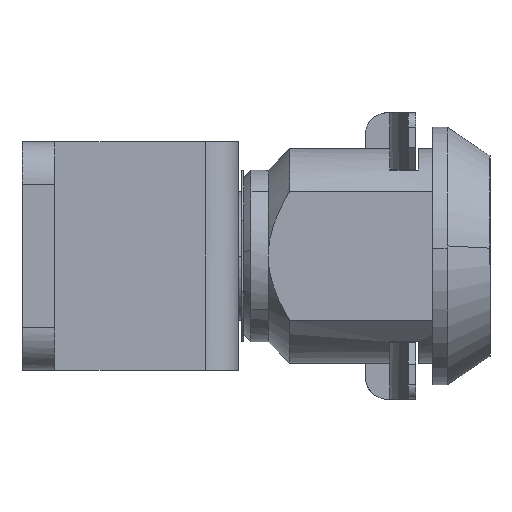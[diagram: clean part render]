
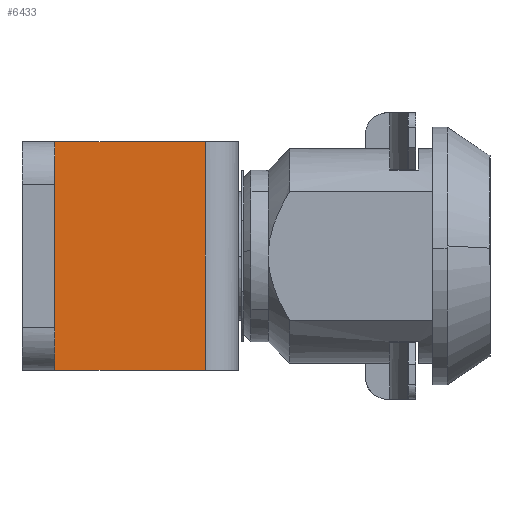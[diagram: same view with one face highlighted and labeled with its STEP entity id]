
A CAD part, left-side view. The second image highlights one B-rep face of the part: STEP entity #6433.
In plain terms, the highlighted free-form (B-spline) face has degree [1, 1] with [2, 2] control points.
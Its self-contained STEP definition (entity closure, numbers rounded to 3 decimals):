
#5770=CARTESIAN_POINT('',(-20.0,19.9,-8.0));
#5771=VERTEX_POINT('',#5770);
#5792=CARTESIAN_POINT('',(-20.0,19.9,8.0));
#5793=VERTEX_POINT('',#5792);
#5807=CARTESIAN_POINT('',(-20.0,19.9,-8.0));
#5808=CARTESIAN_POINT('',(-20.0,19.9,8.0));
#5809=QUASI_UNIFORM_CURVE('',1,(#5807,#5808),.UNSPECIFIED.,.F.,.U.);
#5810=EDGE_CURVE('',#5771,#5793,#5809,.T.);
#6179=CARTESIAN_POINT('',(-20.0,30.4,8.0));
#6180=VERTEX_POINT('',#6179);
#6193=CARTESIAN_POINT('',(-20.0,30.4,-8.0));
#6194=VERTEX_POINT('',#6193);
#6200=CARTESIAN_POINT('',(-20.0,30.4,-8.0));
#6201=CARTESIAN_POINT('',(-20.0,30.4,8.0));
#6202=QUASI_UNIFORM_CURVE('',1,(#6200,#6201),.UNSPECIFIED.,.F.,.U.);
#6203=EDGE_CURVE('',#6194,#6180,#6202,.T.);
#6337=CARTESIAN_POINT('',(-20.0,30.4,8.0));
#6338=CARTESIAN_POINT('',(-20.0,19.9,8.0));
#6339=QUASI_UNIFORM_CURVE('',1,(#6337,#6338),.UNSPECIFIED.,.F.,.U.);
#6340=EDGE_CURVE('',#6180,#5793,#6339,.T.);
#6418=CARTESIAN_POINT('',(-20.0,19.376,8.799));
#6419=CARTESIAN_POINT('',(-20.0,19.376,-8.799));
#6420=CARTESIAN_POINT('',(-20.0,30.924,8.799));
#6421=CARTESIAN_POINT('',(-20.0,30.924,-8.799));
#6422=B_SPLINE_SURFACE_WITH_KNOTS('',1,1,((#6418,#6420),(#6419,#6421)),.UNSPECIFIED.,.F.,.F.,.U.,(2,2),(2,2),(0.0,17.598),(0.0,11.549),.UNSPECIFIED.);
#6423=CARTESIAN_POINT('',(-20.0,30.4,-8.0));
#6424=CARTESIAN_POINT('',(-20.0,19.9,-8.0));
#6425=QUASI_UNIFORM_CURVE('',1,(#6423,#6424),.UNSPECIFIED.,.F.,.U.);
#6426=EDGE_CURVE('',#6194,#5771,#6425,.T.);
#6427=ORIENTED_EDGE('',*,*,#6426,.T.);
#6428=ORIENTED_EDGE('',*,*,#5810,.T.);
#6429=ORIENTED_EDGE('',*,*,#6340,.F.);
#6430=ORIENTED_EDGE('',*,*,#6203,.F.);
#6431=EDGE_LOOP('',(#6427,#6428,#6429,#6430));
#6432=FACE_OUTER_BOUND('',#6431,.T.);
#6433=ADVANCED_FACE('',(#6432),#6422,.F.);
